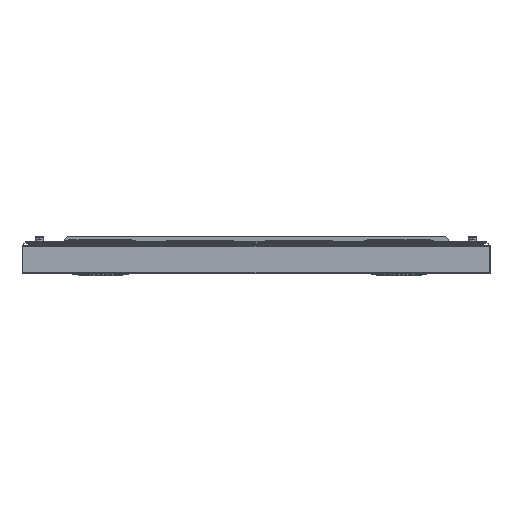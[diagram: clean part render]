
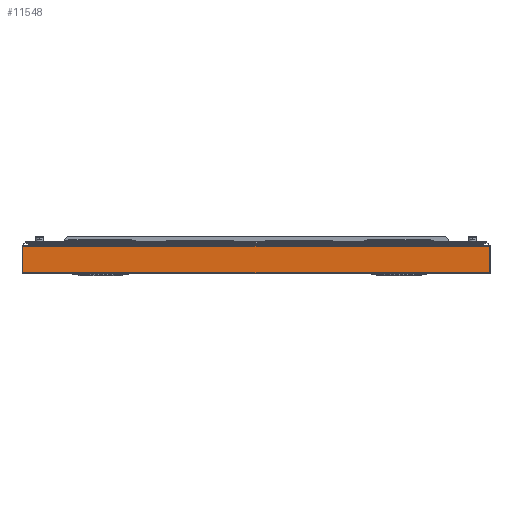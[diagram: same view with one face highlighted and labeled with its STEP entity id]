
A CAD part, front view. The second image highlights one B-rep face of the part: STEP entity #11548.
In plain terms, the highlighted face is planar.
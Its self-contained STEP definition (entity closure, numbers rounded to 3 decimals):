
#842=PLANE('',#12881);
#1427=FACE_OUTER_BOUND('',#2224,.T.);
#2224=EDGE_LOOP('',(#10377,#10378,#10379,#10380));
#3253=LINE('',#19324,#4380);
#3268=LINE('',#19356,#4395);
#3285=LINE('',#19389,#4412);
#3291=LINE('',#19400,#4418);
#4380=VECTOR('',#15762,10.);
#4395=VECTOR('',#15785,10.);
#4412=VECTOR('',#15814,10.);
#4418=VECTOR('',#15824,10.);
#5860=VERTEX_POINT('',#19313);
#5863=VERTEX_POINT('',#19321);
#5873=VERTEX_POINT('',#19345);
#5876=VERTEX_POINT('',#19353);
#7379=EDGE_CURVE('',#5860,#5863,#3253,.T.);
#7394=EDGE_CURVE('',#5873,#5876,#3268,.T.);
#7411=EDGE_CURVE('',#5876,#5860,#3285,.T.);
#7417=EDGE_CURVE('',#5863,#5873,#3291,.T.);
#10377=ORIENTED_EDGE('',*,*,#7417,.T.);
#10378=ORIENTED_EDGE('',*,*,#7394,.T.);
#10379=ORIENTED_EDGE('',*,*,#7411,.T.);
#10380=ORIENTED_EDGE('',*,*,#7379,.T.);
#11548=ADVANCED_FACE('',(#1427),#842,.T.);
#12881=AXIS2_PLACEMENT_3D('',#19399,#15822,#15823);
#15762=DIRECTION('',(-1.,0.,0.));
#15785=DIRECTION('',(1.,0.,0.));
#15814=DIRECTION('',(0.,0.,-1.));
#15822=DIRECTION('center_axis',(0.,1.,0.));
#15823=DIRECTION('ref_axis',(0.,0.,1.));
#15824=DIRECTION('',(0.,0.,1.));
#19313=CARTESIAN_POINT('',(499.5,2.,-30.));
#19321=CARTESIAN_POINT('',(-499.5,2.,-30.));
#19324=CARTESIAN_POINT('',(124.875,2.,-30.));
#19345=CARTESIAN_POINT('',(-499.5,2.,30.));
#19353=CARTESIAN_POINT('',(499.5,2.,30.));
#19356=CARTESIAN_POINT('',(124.875,2.,30.));
#19389=CARTESIAN_POINT('',(499.5,2.,-30.));
#19399=CARTESIAN_POINT('Origin',(249.75,2.,0.));
#19400=CARTESIAN_POINT('',(-499.5,2.,30.));
